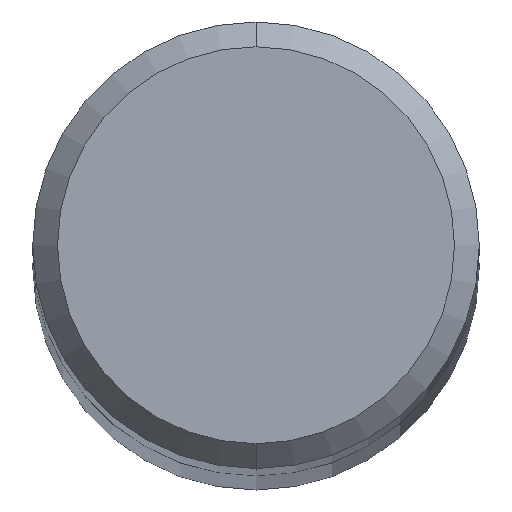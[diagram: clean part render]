
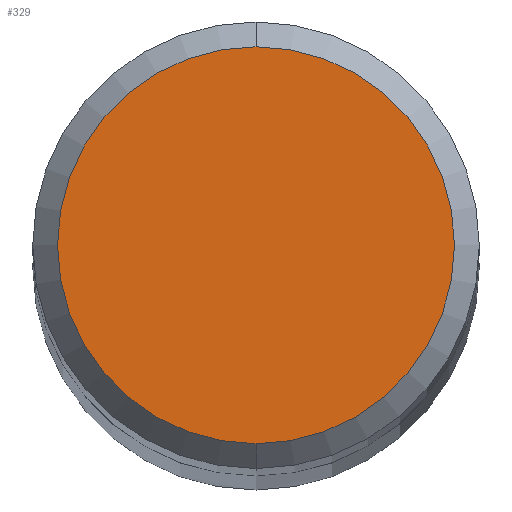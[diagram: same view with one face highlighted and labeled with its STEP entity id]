
A CAD part, top view. The second image highlights one B-rep face of the part: STEP entity #329.
In plain terms, the highlighted planar face has unit normal (0, 0, 1).
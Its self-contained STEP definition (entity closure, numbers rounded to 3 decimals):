
#165=EDGE_CURVE('',#277,#183,#425,.T.);
#183=VERTEX_POINT('',#445);
#187=EDGE_CURVE('',#183,#277,#449,.T.);
#277=VERTEX_POINT('',#547);
#329=ADVANCED_FACE('',(#604),#605,.T.);
#425=CIRCLE('',#701,4.8);
#445=CARTESIAN_POINT('',(0.,-4.8,98.0));
#449=CIRCLE('',#745,4.8);
#547=CARTESIAN_POINT('',(0.0,4.8,98.0));
#604=FACE_OUTER_BOUND('',#1115,.T.);
#605=PLANE('',#1116);
#701=AXIS2_PLACEMENT_3D('',#1289,#1290,#1291);
#745=AXIS2_PLACEMENT_3D('',#1317,#1318,#1319);
#1115=EDGE_LOOP('',(#1485,#1486));
#1116=AXIS2_PLACEMENT_3D('',#1487,#1488,#1489);
#1289=CARTESIAN_POINT('',(0.0,0.0,98.0));
#1290=DIRECTION('',(0.0,0.0,-1.0));
#1291=DIRECTION('',(0.0,1.0,0.0));
#1317=CARTESIAN_POINT('',(0.0,0.0,98.0));
#1318=DIRECTION('',(0.0,0.0,-1.0));
#1319=DIRECTION('',(0.0,1.0,0.0));
#1485=ORIENTED_EDGE('',*,*,#165,.F.);
#1486=ORIENTED_EDGE('',*,*,#187,.F.);
#1487=CARTESIAN_POINT('',(0.0,2.4,98.0));
#1488=DIRECTION('',(0.0,0.0,1.0));
#1489=DIRECTION('',(0.0,-1.0,0.0));
